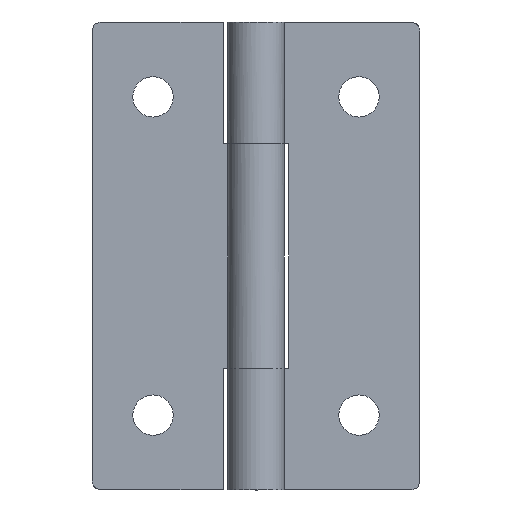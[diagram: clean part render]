
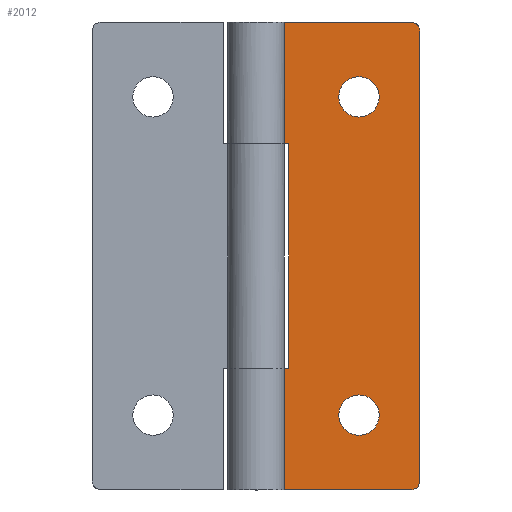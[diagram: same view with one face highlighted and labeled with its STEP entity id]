
A CAD part, front view. The second image highlights one B-rep face of the part: STEP entity #2012.
In plain terms, the highlighted free-form (B-spline) face has degree [1, 1] with [2, 2] control points.
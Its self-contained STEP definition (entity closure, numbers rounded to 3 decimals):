
#1007=CARTESIAN_POINT('',(11.0,1.5,44.15));
#1008=VERTEX_POINT('',#1007);
#1009=CARTESIAN_POINT('',(8.857,1.5,42.169));
#1010=VERTEX_POINT('',#1009);
#1011=CARTESIAN_POINT('',(11.0,1.5,44.15));
#1012=CARTESIAN_POINT('',(9.013,1.5,44.15));
#1013=CARTESIAN_POINT('',(8.857,1.5,42.169));
#1021=(BOUNDED_CURVE()B_SPLINE_CURVE(2,(#1011,#1012,#1013),.UNSPECIFIED.,.F.,.U.)B_SPLINE_CURVE_WITH_KNOTS((3,3),(0.0,0.236),.UNSPECIFIED.)CURVE()GEOMETRIC_REPRESENTATION_ITEM()RATIONAL_B_SPLINE_CURVE((1.0,0.723,0.97))REPRESENTATION_ITEM(''));
#1022=EDGE_CURVE('',#1008,#1010,#1021,.T.);
#1063=CARTESIAN_POINT('',(13.143,1.5,41.831));
#1064=VERTEX_POINT('',#1063);
#1070=CARTESIAN_POINT('',(13.143,1.5,41.831));
#1071=CARTESIAN_POINT('',(13.15,1.5,41.916));
#1072=CARTESIAN_POINT('',(13.15,1.5,42.));
#1073=CARTESIAN_POINT('',(13.15,1.5,44.15));
#1074=CARTESIAN_POINT('',(11.0,1.5,44.15));
#1082=(BOUNDED_CURVE()B_SPLINE_CURVE(2,(#1070,#1071,#1072,#1073,#1074),.UNSPECIFIED.,.F.,.U.)B_SPLINE_CURVE_WITH_KNOTS((3,2,3),(0.736,0.75,1.0),.UNSPECIFIED.)CURVE()GEOMETRIC_REPRESENTATION_ITEM()RATIONAL_B_SPLINE_CURVE((0.97,0.984,1.0,0.707,1.0))REPRESENTATION_ITEM(''));
#1083=EDGE_CURVE('',#1064,#1008,#1082,.T.);
#1106=CARTESIAN_POINT('',(11.0,1.5,39.85));
#1107=VERTEX_POINT('',#1106);
#1108=CARTESIAN_POINT('',(8.857,1.5,42.169));
#1109=CARTESIAN_POINT('',(8.85,1.5,42.084));
#1110=CARTESIAN_POINT('',(8.85,1.5,42.));
#1111=CARTESIAN_POINT('',(8.85,1.5,39.85));
#1112=CARTESIAN_POINT('',(11.0,1.5,39.85));
#1120=(BOUNDED_CURVE()B_SPLINE_CURVE(2,(#1108,#1109,#1110,#1111,#1112),.UNSPECIFIED.,.F.,.U.)B_SPLINE_CURVE_WITH_KNOTS((3,2,3),(0.236,0.25,0.5),.UNSPECIFIED.)CURVE()GEOMETRIC_REPRESENTATION_ITEM()RATIONAL_B_SPLINE_CURVE((0.97,0.984,1.0,0.707,1.0))REPRESENTATION_ITEM(''));
#1121=EDGE_CURVE('',#1010,#1107,#1120,.T.);
#1123=CARTESIAN_POINT('',(11.0,1.5,39.85));
#1124=CARTESIAN_POINT('',(12.987,1.5,39.85));
#1125=CARTESIAN_POINT('',(13.143,1.5,41.831));
#1133=(BOUNDED_CURVE()B_SPLINE_CURVE(2,(#1123,#1124,#1125),.UNSPECIFIED.,.F.,.U.)B_SPLINE_CURVE_WITH_KNOTS((3,3),(0.5,0.736),.UNSPECIFIED.)CURVE()GEOMETRIC_REPRESENTATION_ITEM()RATIONAL_B_SPLINE_CURVE((1.0,0.723,0.97))REPRESENTATION_ITEM(''));
#1134=EDGE_CURVE('',#1107,#1064,#1133,.T.);
#1189=CARTESIAN_POINT('',(11.0,1.5,10.15));
#1190=VERTEX_POINT('',#1189);
#1191=CARTESIAN_POINT('',(8.857,1.5,8.169));
#1192=VERTEX_POINT('',#1191);
#1193=CARTESIAN_POINT('',(11.0,1.5,10.15));
#1194=CARTESIAN_POINT('',(9.013,1.5,10.15));
#1195=CARTESIAN_POINT('',(8.857,1.5,8.169));
#1203=(BOUNDED_CURVE()B_SPLINE_CURVE(2,(#1193,#1194,#1195),.UNSPECIFIED.,.F.,.U.)B_SPLINE_CURVE_WITH_KNOTS((3,3),(0.0,0.236),.UNSPECIFIED.)CURVE()GEOMETRIC_REPRESENTATION_ITEM()RATIONAL_B_SPLINE_CURVE((1.0,0.723,0.97))REPRESENTATION_ITEM(''));
#1204=EDGE_CURVE('',#1190,#1192,#1203,.T.);
#1245=CARTESIAN_POINT('',(13.143,1.5,7.831));
#1246=VERTEX_POINT('',#1245);
#1252=CARTESIAN_POINT('',(13.143,1.5,7.831));
#1253=CARTESIAN_POINT('',(13.15,1.5,7.916));
#1254=CARTESIAN_POINT('',(13.15,1.5,8.0));
#1255=CARTESIAN_POINT('',(13.15,1.5,10.15));
#1256=CARTESIAN_POINT('',(11.0,1.5,10.15));
#1264=(BOUNDED_CURVE()B_SPLINE_CURVE(2,(#1252,#1253,#1254,#1255,#1256),.UNSPECIFIED.,.F.,.U.)B_SPLINE_CURVE_WITH_KNOTS((3,2,3),(0.736,0.75,1.0),.UNSPECIFIED.)CURVE()GEOMETRIC_REPRESENTATION_ITEM()RATIONAL_B_SPLINE_CURVE((0.97,0.984,1.0,0.707,1.0))REPRESENTATION_ITEM(''));
#1265=EDGE_CURVE('',#1246,#1190,#1264,.T.);
#1288=CARTESIAN_POINT('',(11.0,1.5,5.85));
#1289=VERTEX_POINT('',#1288);
#1290=CARTESIAN_POINT('',(8.857,1.5,8.169));
#1291=CARTESIAN_POINT('',(8.85,1.5,8.084));
#1292=CARTESIAN_POINT('',(8.85,1.5,8.0));
#1293=CARTESIAN_POINT('',(8.85,1.5,5.85));
#1294=CARTESIAN_POINT('',(11.0,1.5,5.85));
#1302=(BOUNDED_CURVE()B_SPLINE_CURVE(2,(#1290,#1291,#1292,#1293,#1294),.UNSPECIFIED.,.F.,.U.)B_SPLINE_CURVE_WITH_KNOTS((3,2,3),(0.236,0.25,0.5),.UNSPECIFIED.)CURVE()GEOMETRIC_REPRESENTATION_ITEM()RATIONAL_B_SPLINE_CURVE((0.97,0.984,1.0,0.707,1.0))REPRESENTATION_ITEM(''));
#1303=EDGE_CURVE('',#1192,#1289,#1302,.T.);
#1305=CARTESIAN_POINT('',(11.0,1.5,5.85));
#1306=CARTESIAN_POINT('',(12.987,1.5,5.85));
#1307=CARTESIAN_POINT('',(13.143,1.5,7.831));
#1315=(BOUNDED_CURVE()B_SPLINE_CURVE(2,(#1305,#1306,#1307),.UNSPECIFIED.,.F.,.U.)B_SPLINE_CURVE_WITH_KNOTS((3,3),(0.5,0.736),.UNSPECIFIED.)CURVE()GEOMETRIC_REPRESENTATION_ITEM()RATIONAL_B_SPLINE_CURVE((1.0,0.723,0.97))REPRESENTATION_ITEM(''));
#1316=EDGE_CURVE('',#1289,#1246,#1315,.T.);
#1384=CARTESIAN_POINT('',(16.5,1.5,50.));
#1385=VERTEX_POINT('',#1384);
#1391=CARTESIAN_POINT('',(17.5,1.5,49.));
#1392=VERTEX_POINT('',#1391);
#1393=CARTESIAN_POINT('',(17.5,1.5,49.));
#1394=CARTESIAN_POINT('',(17.5,1.5,50.));
#1395=CARTESIAN_POINT('',(16.5,1.5,50.));
#1403=(BOUNDED_CURVE()B_SPLINE_CURVE(2,(#1393,#1394,#1395),.UNSPECIFIED.,.F.,.U.)CURVE()GEOMETRIC_REPRESENTATION_ITEM()QUASI_UNIFORM_CURVE()RATIONAL_B_SPLINE_CURVE((1.0,0.707,1.0))REPRESENTATION_ITEM(''));
#1404=EDGE_CURVE('',#1392,#1385,#1403,.T.);
#1445=CARTESIAN_POINT('',(17.5,1.5,1.0));
#1446=VERTEX_POINT('',#1445);
#1452=CARTESIAN_POINT('',(16.5,1.5,0.0));
#1453=VERTEX_POINT('',#1452);
#1454=CARTESIAN_POINT('',(16.5,1.5,0.0));
#1455=CARTESIAN_POINT('',(17.5,1.5,0.0));
#1456=CARTESIAN_POINT('',(17.5,1.5,1.0));
#1464=(BOUNDED_CURVE()B_SPLINE_CURVE(2,(#1454,#1455,#1456),.UNSPECIFIED.,.F.,.U.)CURVE()GEOMETRIC_REPRESENTATION_ITEM()QUASI_UNIFORM_CURVE()RATIONAL_B_SPLINE_CURVE((1.0,0.707,1.0))REPRESENTATION_ITEM(''));
#1465=EDGE_CURVE('',#1453,#1446,#1464,.T.);
#1480=CARTESIAN_POINT('',(3.5,1.5,13.0));
#1481=VERTEX_POINT('',#1480);
#1524=CARTESIAN_POINT('',(0.0,1.5,13.0));
#1525=VERTEX_POINT('',#1524);
#1545=CARTESIAN_POINT('',(3.5,1.5,13.0));
#1546=CARTESIAN_POINT('',(0.0,1.5,13.0));
#1547=QUASI_UNIFORM_CURVE('',1,(#1545,#1546),.UNSPECIFIED.,.F.,.U.);
#1548=EDGE_CURVE('',#1481,#1525,#1547,.T.);
#1558=CARTESIAN_POINT('',(0.0,1.5,37.));
#1559=VERTEX_POINT('',#1558);
#1616=CARTESIAN_POINT('',(3.5,1.5,37.));
#1617=VERTEX_POINT('',#1616);
#1623=CARTESIAN_POINT('',(0.0,1.5,37.));
#1624=CARTESIAN_POINT('',(3.5,1.5,37.));
#1625=QUASI_UNIFORM_CURVE('',1,(#1623,#1624),.UNSPECIFIED.,.F.,.U.);
#1626=EDGE_CURVE('',#1559,#1617,#1625,.T.);
#1643=CARTESIAN_POINT('',(3.5,1.5,37.));
#1644=CARTESIAN_POINT('',(3.5,1.5,13.0));
#1645=QUASI_UNIFORM_CURVE('',1,(#1643,#1644),.UNSPECIFIED.,.F.,.U.);
#1646=EDGE_CURVE('',#1617,#1481,#1645,.T.);
#1664=CARTESIAN_POINT('',(0.0,1.5,0.0));
#1665=VERTEX_POINT('',#1664);
#1666=CARTESIAN_POINT('',(16.5,1.5,0.0));
#1667=CARTESIAN_POINT('',(0.0,1.5,0.0));
#1668=QUASI_UNIFORM_CURVE('',1,(#1666,#1667),.UNSPECIFIED.,.F.,.U.);
#1669=EDGE_CURVE('',#1453,#1665,#1668,.T.);
#1726=CARTESIAN_POINT('',(0.0,1.5,50.));
#1727=VERTEX_POINT('',#1726);
#1728=CARTESIAN_POINT('',(16.5,1.5,50.));
#1729=CARTESIAN_POINT('',(0.0,1.5,50.));
#1730=QUASI_UNIFORM_CURVE('',1,(#1728,#1729),.UNSPECIFIED.,.F.,.U.);
#1731=EDGE_CURVE('',#1385,#1727,#1730,.T.);
#1796=CARTESIAN_POINT('',(17.5,1.5,49.));
#1797=CARTESIAN_POINT('',(17.5,1.5,1.0));
#1798=QUASI_UNIFORM_CURVE('',1,(#1796,#1797),.UNSPECIFIED.,.F.,.U.);
#1799=EDGE_CURVE('',#1392,#1446,#1798,.T.);
#1942=CARTESIAN_POINT('',(0.0,1.5,13.0));
#1943=CARTESIAN_POINT('',(0.0,1.5,0.0));
#1944=QUASI_UNIFORM_CURVE('',1,(#1942,#1943),.UNSPECIFIED.,.F.,.U.);
#1945=EDGE_CURVE('',#1525,#1665,#1944,.T.);
#1973=CARTESIAN_POINT('',(0.0,1.5,50.));
#1974=CARTESIAN_POINT('',(0.0,1.5,37.));
#1975=QUASI_UNIFORM_CURVE('',1,(#1973,#1974),.UNSPECIFIED.,.F.,.U.);
#1976=EDGE_CURVE('',#1727,#1559,#1975,.T.);
#1983=CARTESIAN_POINT('',(-0.874,1.5,52.498));
#1984=CARTESIAN_POINT('',(-0.874,1.5,-2.498));
#1985=CARTESIAN_POINT('',(18.374,1.5,52.498));
#1986=CARTESIAN_POINT('',(18.374,1.5,-2.498));
#1987=B_SPLINE_SURFACE_WITH_KNOTS('',1,1,((#1983,#1985),(#1984,#1986)),.UNSPECIFIED.,.F.,.F.,.U.,(2,2),(2,2),(0.0,54.995),(0.0,19.248),.UNSPECIFIED.);
#1988=ORIENTED_EDGE('',*,*,#1669,.F.);
#1989=ORIENTED_EDGE('',*,*,#1465,.T.);
#1990=ORIENTED_EDGE('',*,*,#1799,.F.);
#1991=ORIENTED_EDGE('',*,*,#1404,.T.);
#1992=ORIENTED_EDGE('',*,*,#1731,.T.);
#1993=ORIENTED_EDGE('',*,*,#1976,.T.);
#1994=ORIENTED_EDGE('',*,*,#1626,.T.);
#1995=ORIENTED_EDGE('',*,*,#1646,.T.);
#1996=ORIENTED_EDGE('',*,*,#1548,.T.);
#1997=ORIENTED_EDGE('',*,*,#1945,.T.);
#1998=EDGE_LOOP('',(#1988,#1989,#1990,#1991,#1992,#1993,#1994,#1995,#1996,#1997));
#1999=FACE_OUTER_BOUND('',#1998,.T.);
#2000=ORIENTED_EDGE('',*,*,#1316,.F.);
#2001=ORIENTED_EDGE('',*,*,#1303,.F.);
#2002=ORIENTED_EDGE('',*,*,#1204,.F.);
#2003=ORIENTED_EDGE('',*,*,#1265,.F.);
#2004=EDGE_LOOP('',(#2000,#2001,#2002,#2003));
#2005=FACE_BOUND('',#2004,.T.);
#2006=ORIENTED_EDGE('',*,*,#1134,.F.);
#2007=ORIENTED_EDGE('',*,*,#1121,.F.);
#2008=ORIENTED_EDGE('',*,*,#1022,.F.);
#2009=ORIENTED_EDGE('',*,*,#1083,.F.);
#2010=EDGE_LOOP('',(#2006,#2007,#2008,#2009));
#2011=FACE_BOUND('',#2010,.T.);
#2012=ADVANCED_FACE('',(#1999,#2005,#2011),#1987,.T.);
